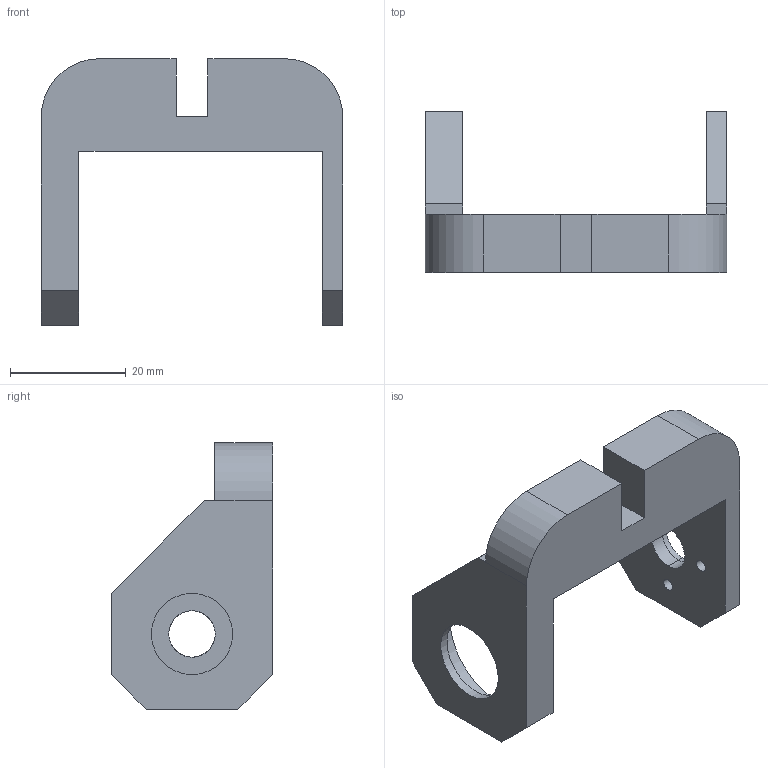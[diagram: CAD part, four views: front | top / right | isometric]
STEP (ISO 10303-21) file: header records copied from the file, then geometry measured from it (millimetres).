
FILE_DESCRIPTION(/* description */ (''),/* implementation_level */ '2;1');
FILE_NAME(/* name */ 'end_effector.step',/* time_stamp */ '2021-09-20T19:36:06+02:00',/* author */ (''),/* organization */ (''),/* preprocessor_version */ 'ST-DEVELOPER v18.1',/* originating_system */ 'Autodesk Translation Framework v10.10.0.1391',/* authorisation */ '');
FILE_SCHEMA (('AUTOMOTIVE_DESIGN { 1 0 10303 214 3 1 1 }'));
Length unit declared in the file: millimetre
Products named in the file (1): end_effector
Bounding box: 52 x 27.82 x 45.99 mm (x, y, z)
Volume: 12615.3 mm3; surface area: 7042.9 mm2
Topology: 1 solids, 1 shells, 45 faces, 110 edges, 72 vertices
Faces by surface type: plane 29, cylinder 12, bspline 4
Full cylindrical faces by diameter (mm): 2.1 x4, 4 x4, 14 x1, 22.5 x1
Entity records: 1685 total; most frequent: CARTESIAN_POINT 564, ORIENTED_EDGE 220, DIRECTION 212, EDGE_CURVE 110, LINE 80, VECTOR 80, VERTEX_POINT 72, AXIS2_PLACEMENT_3D 66
